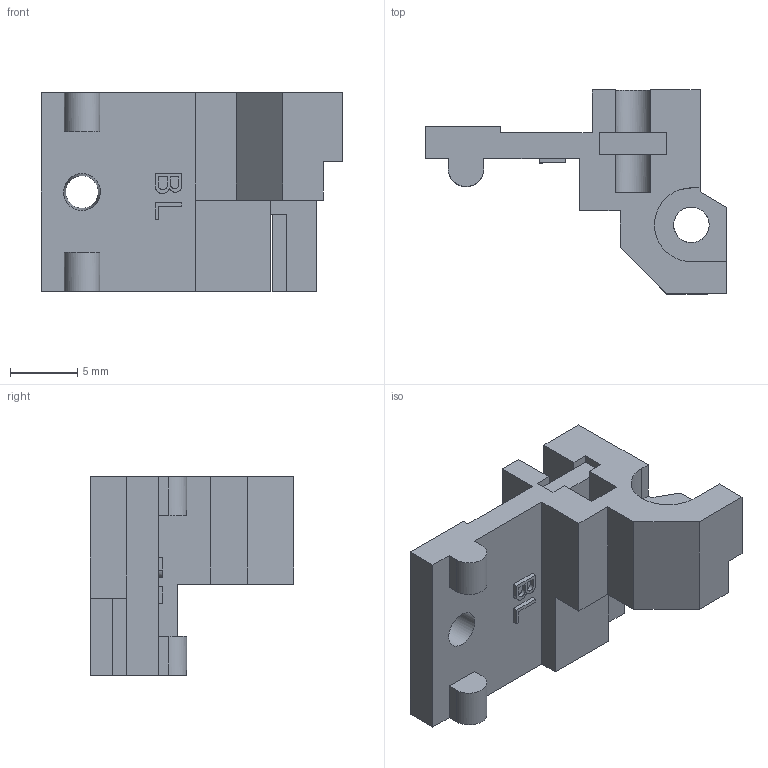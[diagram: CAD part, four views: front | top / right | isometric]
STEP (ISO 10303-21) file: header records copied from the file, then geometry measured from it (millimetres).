
FILE_DESCRIPTION((''),'2;1');
FILE_NAME('0906_DIN_fixing_bracket_BL_34.stp', '2008-04-29T07:13:31',('User'),('SDRC'),'I-DEAS Master Series 9','UNIX', 'Yes');
FILE_SCHEMA(('AUTOMOTIVE_DESIGN { 1 0 10303 214 1 1 1 1 }'));
Length unit declared in the file: millimetre
Products named in the file (1): 0906_DIN_fixing_bracket_BL_34
Bounding box: 22.5 x 15.2 x 14.8 mm (x, y, z)
Volume: 1268.3 mm3; surface area: 1518.1 mm2
Topology: 1 solids, 1 shells, 89 faces, 247 edges, 162 vertices
Faces by surface type: bspline 89
Entity records: 2748 total; most frequent: CARTESIAN_POINT 1181, ORIENTED_EDGE 494, EDGE_CURVE 247, VERTEX_POINT 162, QUASI_UNIFORM_CURVE 123, B_SPLINE_CURVE_WITH_KNOTS 100, EDGE_LOOP 99, FACE_OUTER_BOUND 89
